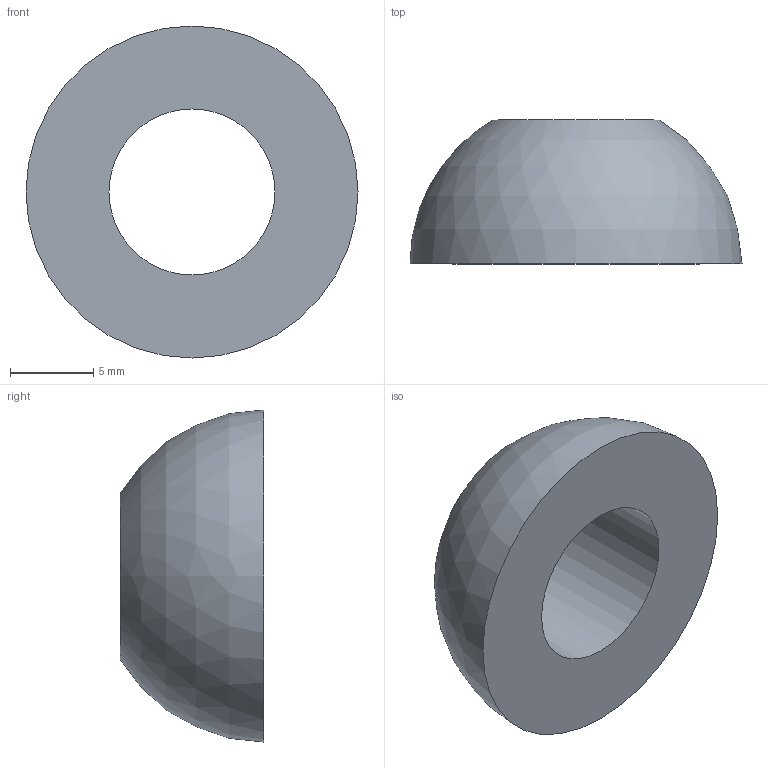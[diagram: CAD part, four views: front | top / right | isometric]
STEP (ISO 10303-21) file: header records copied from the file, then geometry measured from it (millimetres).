
FILE_DESCRIPTION(/* description */ (''),/* implementation_level */ '2;1');
FILE_NAME(/* name */ 'BedZScrewHoleCover.stp',/* time_stamp */ '2014-06-26T21:20:19+02:00',/* author */ (''),/* organization */ (''),/* preprocessor_version */ 'ST-DEVELOPER v15.6',/* originating_system */ 'Autodesk Translator Framework v3.0.0.6910',/* authorisation */ '');
FILE_SCHEMA (('AUTOMOTIVE_DESIGN { 1 0 10303 214 3 1 1 }'));
Length unit declared in the file: centimetre
Products named in the file (1): z_axis_hole_cover v2
Bounding box: 20 x 8.66 x 20 mm (x, y, z)
Volume: 1360.3 mm3; surface area: 1051.8 mm2
Topology: 1 solids, 1 shells, 3 faces, 6 edges, 4 vertices
Faces by surface type: sphere 1, cylinder 1, plane 1
Full cylindrical faces by diameter (mm): 10 x1
Entity records: 92 total; most frequent: DIRECTION 14, CARTESIAN_POINT 10, AXIS2_PLACEMENT_3D 7, EDGE_LOOP 6, ORIENTED_EDGE 6, FACE_BOUND 3, FACE_OUTER_BOUND 3, CIRCLE 3
